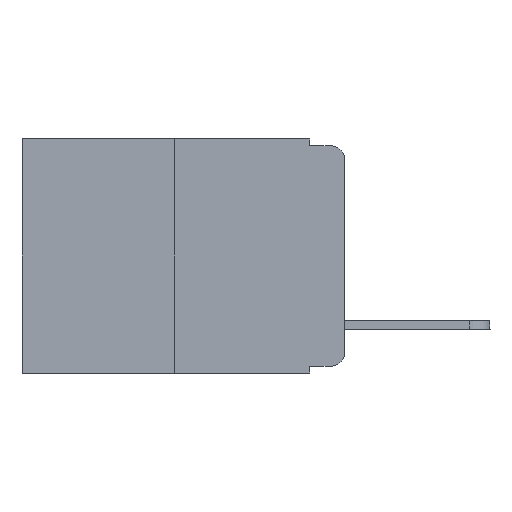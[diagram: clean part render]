
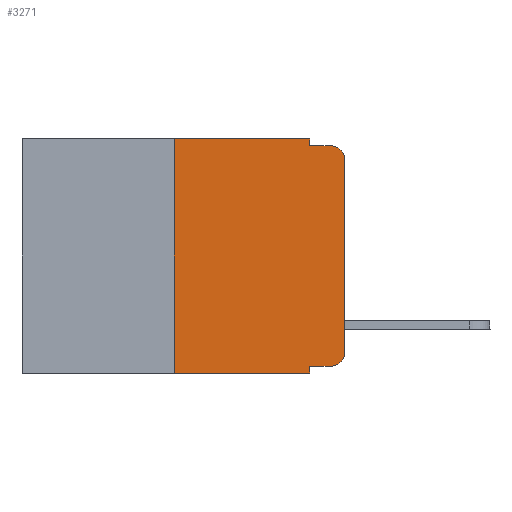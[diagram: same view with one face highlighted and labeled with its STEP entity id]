
A CAD part, left-side view. The second image highlights one B-rep face of the part: STEP entity #3271.
In plain terms, the highlighted planar face has unit normal (-1, 0, 0).
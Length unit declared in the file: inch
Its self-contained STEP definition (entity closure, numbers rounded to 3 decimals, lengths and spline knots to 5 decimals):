
#268 = CARTESIAN_POINT ( 'NONE',  ( 0., 0.051, -0.333 ) ) ;
#473 = DIRECTION ( 'NONE',  ( 0., 0., -1. ) ) ;
#1156 = CARTESIAN_POINT ( 'NONE',  ( 0., 0.051, -0.01 ) ) ;
#1376 = ORIENTED_EDGE ( 'NONE', *, *, #5899, .F. ) ;
#1480 = CARTESIAN_POINT ( 'NONE',  ( 0., 0., -0.313 ) ) ;
#1707 = EDGE_CURVE ( 'NONE', #9289, #13731, #12498, .T. ) ;
#1877 = FACE_OUTER_BOUND ( 'NONE', #5130, .T. ) ;
#2103 = CARTESIAN_POINT ( 'NONE',  ( 0., 0.473, 0. ) ) ;
#2622 = CARTESIAN_POINT ( 'NONE',  ( 0., 0., -0.03 ) ) ;
#2671 = CARTESIAN_POINT ( 'NONE',  ( 0., 0.02, -0.01 ) ) ;
#2753 = DIRECTION ( 'NONE',  ( 0., 0., -1. ) ) ;
#2815 = CARTESIAN_POINT ( 'NONE',  ( 0., 0.051, 0. ) ) ;
#3061 = ORIENTED_EDGE ( 'NONE', *, *, #13240, .T. ) ;
#3271 = ADVANCED_FACE ( 'NONE', ( #1877 ), #13131, .F. ) ;
#3408 = CARTESIAN_POINT ( 'NONE',  ( 0., 0.02, -0.03 ) ) ;
#3467 = EDGE_CURVE ( 'NONE', #4482, #13731, #10147, .T. ) ;
#3592 = VECTOR ( 'NONE', #2753, 39.37008 ) ;
#3882 = CARTESIAN_POINT ( 'NONE',  ( 0., 0.051, 0. ) ) ;
#3888 = ORIENTED_EDGE ( 'NONE', *, *, #10799, .F. ) ;
#4006 = VERTEX_POINT ( 'NONE', #5514 ) ;
#4347 = DIRECTION ( 'NONE',  ( 0., -1., 0. ) ) ;
#4427 = CIRCLE ( 'NONE', #7010, 0.02 ) ;
#4482 = VERTEX_POINT ( 'NONE', #7532 ) ;
#4736 = ORIENTED_EDGE ( 'NONE', *, *, #7194, .T. ) ;
#4739 = CARTESIAN_POINT ( 'NONE',  ( 0., 0.25, 0. ) ) ;
#5088 = CARTESIAN_POINT ( 'NONE',  ( 0., 0.051, -0.333 ) ) ;
#5130 = EDGE_LOOP ( 'NONE', ( #4736, #10834, #9005, #6462, #1376, #3888, #6219, #5952, #3061, #9015 ) ) ;
#5291 = EDGE_CURVE ( 'NONE', #11496, #12488, #4427, .T. ) ;
#5514 = CARTESIAN_POINT ( 'NONE',  ( 0., 0.051, -0.343 ) ) ;
#5637 = CARTESIAN_POINT ( 'NONE',  ( 0., 0.02, -0.333 ) ) ;
#5899 = EDGE_CURVE ( 'NONE', #12813, #14336, #14461, .T. ) ;
#5941 = VECTOR ( 'NONE', #13545, 39.37008 ) ;
#5952 = ORIENTED_EDGE ( 'NONE', *, *, #13379, .F. ) ;
#5988 = CARTESIAN_POINT ( 'NONE',  ( 0., 0., 0. ) ) ;
#6041 = EDGE_CURVE ( 'NONE', #14336, #4482, #13945, .T. ) ;
#6219 = ORIENTED_EDGE ( 'NONE', *, *, #12400, .T. ) ;
#6462 = ORIENTED_EDGE ( 'NONE', *, *, #6041, .F. ) ;
#6645 = LINE ( 'NONE', #7929, #7093 ) ;
#6824 = DIRECTION ( 'NONE',  ( 0., -1., 0. ) ) ;
#6947 = VECTOR ( 'NONE', #6824, 39.37008 ) ;
#7010 = AXIS2_PLACEMENT_3D ( 'NONE', #10432, #10501, #473 ) ;
#7093 = VECTOR ( 'NONE', #11084, 39.37008 ) ;
#7194 = EDGE_CURVE ( 'NONE', #12488, #9289, #11531, .T. ) ;
#7532 = CARTESIAN_POINT ( 'NONE',  ( 0., 0.051, -0.01 ) ) ;
#7863 = DIRECTION ( 'NONE',  ( 0., 0., -1. ) ) ;
#7914 = CARTESIAN_POINT ( 'NONE',  ( 0., 0.473, 0. ) ) ;
#7929 = CARTESIAN_POINT ( 'NONE',  ( 0., 0.473, -0.343 ) ) ;
#7940 = VECTOR ( 'NONE', #12487, 39.37008 ) ;
#8043 = AXIS2_PLACEMENT_3D ( 'NONE', #2103, #10679, #14152 ) ;
#8079 = DIRECTION ( 'NONE',  ( -1., 0., 0. ) ) ;
#8261 = VECTOR ( 'NONE', #10134, 39.37008 ) ;
#8785 = VERTEX_POINT ( 'NONE', #9954 ) ;
#9005 = ORIENTED_EDGE ( 'NONE', *, *, #3467, .F. ) ;
#9015 = ORIENTED_EDGE ( 'NONE', *, *, #5291, .T. ) ;
#9066 = CARTESIAN_POINT ( 'NONE',  ( 0., 0.051, 0. ) ) ;
#9289 = VERTEX_POINT ( 'NONE', #2622 ) ;
#9323 = LINE ( 'NONE', #4739, #10534 ) ;
#9954 = CARTESIAN_POINT ( 'NONE',  ( 0., 0.25, -0.343 ) ) ;
#10134 = DIRECTION ( 'NONE',  ( 0., -1., 0. ) ) ;
#10147 = LINE ( 'NONE', #1156, #6947 ) ;
#10275 = LINE ( 'NONE', #268, #8261 ) ;
#10432 = CARTESIAN_POINT ( 'NONE',  ( 0., 0.02, -0.313 ) ) ;
#10501 = DIRECTION ( 'NONE',  ( -1., 0., 0. ) ) ;
#10534 = VECTOR ( 'NONE', #13691, 39.37008 ) ;
#10679 = DIRECTION ( 'NONE',  ( 1., 0., 0. ) ) ;
#10799 = EDGE_CURVE ( 'NONE', #8785, #12813, #9323, .T. ) ;
#10834 = ORIENTED_EDGE ( 'NONE', *, *, #1707, .T. ) ;
#11054 = AXIS2_PLACEMENT_3D ( 'NONE', #3408, #8079, #7863 ) ;
#11084 = DIRECTION ( 'NONE',  ( 0., -1., 0. ) ) ;
#11496 = VERTEX_POINT ( 'NONE', #5637 ) ;
#11531 = LINE ( 'NONE', #5988, #5941 ) ;
#12121 = VERTEX_POINT ( 'NONE', #5088 ) ;
#12400 = EDGE_CURVE ( 'NONE', #8785, #4006, #6645, .T. ) ;
#12487 = DIRECTION ( 'NONE',  ( 0., 0., -1. ) ) ;
#12488 = VERTEX_POINT ( 'NONE', #1480 ) ;
#12498 = CIRCLE ( 'NONE', #11054, 0.02 ) ;
#12813 = VERTEX_POINT ( 'NONE', #14399 ) ;
#12818 = LINE ( 'NONE', #2815, #3592 ) ;
#13131 = PLANE ( 'NONE',  #8043 ) ;
#13240 = EDGE_CURVE ( 'NONE', #12121, #11496, #10275, .T. ) ;
#13327 = VECTOR ( 'NONE', #4347, 39.37008 ) ;
#13379 = EDGE_CURVE ( 'NONE', #12121, #4006, #12818, .T. ) ;
#13545 = DIRECTION ( 'NONE',  ( 0., 0., 1. ) ) ;
#13691 = DIRECTION ( 'NONE',  ( 0., 0., 1. ) ) ;
#13731 = VERTEX_POINT ( 'NONE', #2671 ) ;
#13945 = LINE ( 'NONE', #3882, #7940 ) ;
#14152 = DIRECTION ( 'NONE',  ( 0., 0., -1. ) ) ;
#14336 = VERTEX_POINT ( 'NONE', #9066 ) ;
#14399 = CARTESIAN_POINT ( 'NONE',  ( 0., 0.25, 0. ) ) ;
#14461 = LINE ( 'NONE', #7914, #13327 ) ;
